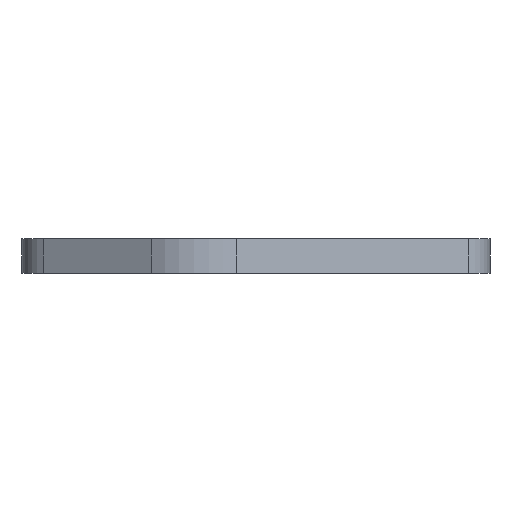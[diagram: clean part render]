
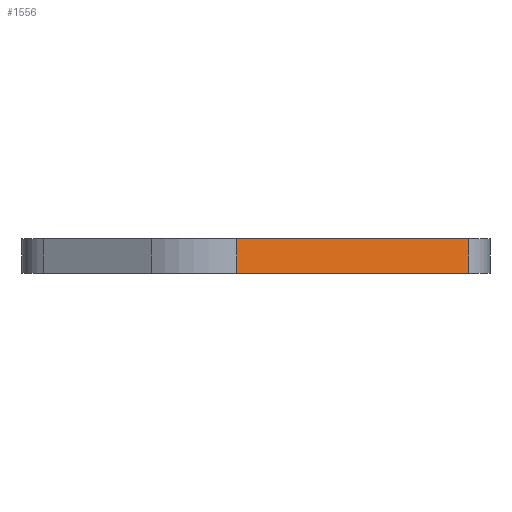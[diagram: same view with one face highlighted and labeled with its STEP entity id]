
A CAD part, left-side view. The second image highlights one B-rep face of the part: STEP entity #1556.
In plain terms, the highlighted planar face has unit normal (-0.866, -0.5, 0).
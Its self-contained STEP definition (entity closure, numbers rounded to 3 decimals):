
#32 = PLANE('',#33);
#33 = AXIS2_PLACEMENT_3D('',#34,#35,#36);
#34 = CARTESIAN_POINT('',(0.,0.,0.));
#35 = DIRECTION('',(0.,0.,1.));
#36 = DIRECTION('',(1.,0.,0.));
#57 = VERTEX_POINT('',#58);
#58 = CARTESIAN_POINT('',(-28.747,-0.169,0.));
#73 = CYLINDRICAL_SURFACE('',#74,10.);
#74 = AXIS2_PLACEMENT_3D('',#75,#76,#77);
#75 = CARTESIAN_POINT('',(-20.086,4.831,0.));
#76 = DIRECTION('',(0.,0.,1.));
#77 = DIRECTION('',(-0.866,0.5,0.));
#85 = EDGE_CURVE('',#86,#57,#88,.T.);
#86 = VERTEX_POINT('',#87);
#87 = CARTESIAN_POINT('',(-13.077,-27.311,0.));
#88 = SURFACE_CURVE('',#89,(#93,#100),.PCURVE_S1.);
#89 = LINE('',#90,#91);
#90 = CARTESIAN_POINT('',(-11.633,-29.811,0.));
#91 = VECTOR('',#92,1.);
#92 = DIRECTION('',(-0.5,0.866,0.));
#93 = PCURVE('',#32,#94);
#94 = DEFINITIONAL_REPRESENTATION('',(#95),#99);
#95 = LINE('',#96,#97);
#96 = CARTESIAN_POINT('',(-11.633,-29.811));
#97 = VECTOR('',#98,1.);
#98 = DIRECTION('',(-0.5,0.866));
#99 = ( GEOMETRIC_REPRESENTATION_CONTEXT(2) 
PARAMETRIC_REPRESENTATION_CONTEXT() REPRESENTATION_CONTEXT('2D SPACE',''
  ) );
#100 = PCURVE('',#101,#106);
#101 = PLANE('',#102);
#102 = AXIS2_PLACEMENT_3D('',#103,#104,#105);
#103 = CARTESIAN_POINT('',(-11.633,-29.811,0.));
#104 = DIRECTION('',(-0.866,-0.5,0.));
#105 = DIRECTION('',(-0.5,0.866,0.));
#106 = DEFINITIONAL_REPRESENTATION('',(#107),#111);
#107 = LINE('',#108,#109);
#108 = CARTESIAN_POINT('',(0.,0.));
#109 = VECTOR('',#110,1.);
#110 = DIRECTION('',(1.,0.));
#111 = ( GEOMETRIC_REPRESENTATION_CONTEXT(2) 
PARAMETRIC_REPRESENTATION_CONTEXT() REPRESENTATION_CONTEXT('2D SPACE',''
  ) );
#130 = CYLINDRICAL_SURFACE('',#131,5.);
#131 = AXIS2_PLACEMENT_3D('',#132,#133,#134);
#132 = CARTESIAN_POINT('',(-8.747,-24.811,0.));
#133 = DIRECTION('',(0.,0.,1.));
#134 = DIRECTION('',(-0.866,-0.5,0.));
#1371 = PLANE('',#1372);
#1372 = AXIS2_PLACEMENT_3D('',#1373,#1374,#1375);
#1373 = CARTESIAN_POINT('',(0.,0.,4.));
#1374 = DIRECTION('',(0.,0.,1.));
#1375 = DIRECTION('',(1.,0.,0.));
#1462 = EDGE_CURVE('',#57,#1463,#1465,.T.);
#1463 = VERTEX_POINT('',#1464);
#1464 = CARTESIAN_POINT('',(-28.747,-0.169,4.));
#1465 = SURFACE_CURVE('',#1466,(#1470,#1477),.PCURVE_S1.);
#1466 = LINE('',#1467,#1468);
#1467 = CARTESIAN_POINT('',(-28.747,-0.169,0.));
#1468 = VECTOR('',#1469,1.);
#1469 = DIRECTION('',(0.,0.,1.));
#1470 = PCURVE('',#73,#1471);
#1471 = DEFINITIONAL_REPRESENTATION('',(#1472),#1476);
#1472 = LINE('',#1473,#1474);
#1473 = CARTESIAN_POINT('',(1.047,0.));
#1474 = VECTOR('',#1475,1.);
#1475 = DIRECTION('',(0.,1.));
#1476 = ( GEOMETRIC_REPRESENTATION_CONTEXT(2) 
PARAMETRIC_REPRESENTATION_CONTEXT() REPRESENTATION_CONTEXT('2D SPACE',''
  ) );
#1477 = PCURVE('',#101,#1478);
#1478 = DEFINITIONAL_REPRESENTATION('',(#1479),#1483);
#1479 = LINE('',#1480,#1481);
#1480 = CARTESIAN_POINT('',(34.226,0.));
#1481 = VECTOR('',#1482,1.);
#1482 = DIRECTION('',(0.,-1.));
#1483 = ( GEOMETRIC_REPRESENTATION_CONTEXT(2) 
PARAMETRIC_REPRESENTATION_CONTEXT() REPRESENTATION_CONTEXT('2D SPACE',''
  ) );
#1556 = ADVANCED_FACE('',(#1557),#101,.T.);
#1557 = FACE_BOUND('',#1558,.T.);
#1558 = EDGE_LOOP('',(#1559,#1560,#1583,#1604));
#1559 = ORIENTED_EDGE('',*,*,#85,.F.);
#1560 = ORIENTED_EDGE('',*,*,#1561,.T.);
#1561 = EDGE_CURVE('',#86,#1562,#1564,.T.);
#1562 = VERTEX_POINT('',#1563);
#1563 = CARTESIAN_POINT('',(-13.077,-27.311,4.));
#1564 = SURFACE_CURVE('',#1565,(#1569,#1576),.PCURVE_S1.);
#1565 = LINE('',#1566,#1567);
#1566 = CARTESIAN_POINT('',(-13.077,-27.311,0.));
#1567 = VECTOR('',#1568,1.);
#1568 = DIRECTION('',(0.,0.,1.));
#1569 = PCURVE('',#101,#1570);
#1570 = DEFINITIONAL_REPRESENTATION('',(#1571),#1575);
#1571 = LINE('',#1572,#1573);
#1572 = CARTESIAN_POINT('',(2.887,0.));
#1573 = VECTOR('',#1574,1.);
#1574 = DIRECTION('',(0.,-1.));
#1575 = ( GEOMETRIC_REPRESENTATION_CONTEXT(2) 
PARAMETRIC_REPRESENTATION_CONTEXT() REPRESENTATION_CONTEXT('2D SPACE',''
  ) );
#1576 = PCURVE('',#130,#1577);
#1577 = DEFINITIONAL_REPRESENTATION('',(#1578),#1582);
#1578 = LINE('',#1579,#1580);
#1579 = CARTESIAN_POINT('',(0.,0.));
#1580 = VECTOR('',#1581,1.);
#1581 = DIRECTION('',(0.,1.));
#1582 = ( GEOMETRIC_REPRESENTATION_CONTEXT(2) 
PARAMETRIC_REPRESENTATION_CONTEXT() REPRESENTATION_CONTEXT('2D SPACE',''
  ) );
#1583 = ORIENTED_EDGE('',*,*,#1584,.T.);
#1584 = EDGE_CURVE('',#1562,#1463,#1585,.T.);
#1585 = SURFACE_CURVE('',#1586,(#1590,#1597),.PCURVE_S1.);
#1586 = LINE('',#1587,#1588);
#1587 = CARTESIAN_POINT('',(-11.633,-29.811,4.));
#1588 = VECTOR('',#1589,1.);
#1589 = DIRECTION('',(-0.5,0.866,0.));
#1590 = PCURVE('',#101,#1591);
#1591 = DEFINITIONAL_REPRESENTATION('',(#1592),#1596);
#1592 = LINE('',#1593,#1594);
#1593 = CARTESIAN_POINT('',(0.,-4.));
#1594 = VECTOR('',#1595,1.);
#1595 = DIRECTION('',(1.,0.));
#1596 = ( GEOMETRIC_REPRESENTATION_CONTEXT(2) 
PARAMETRIC_REPRESENTATION_CONTEXT() REPRESENTATION_CONTEXT('2D SPACE',''
  ) );
#1597 = PCURVE('',#1371,#1598);
#1598 = DEFINITIONAL_REPRESENTATION('',(#1599),#1603);
#1599 = LINE('',#1600,#1601);
#1600 = CARTESIAN_POINT('',(-11.633,-29.811));
#1601 = VECTOR('',#1602,1.);
#1602 = DIRECTION('',(-0.5,0.866));
#1603 = ( GEOMETRIC_REPRESENTATION_CONTEXT(2) 
PARAMETRIC_REPRESENTATION_CONTEXT() REPRESENTATION_CONTEXT('2D SPACE',''
  ) );
#1604 = ORIENTED_EDGE('',*,*,#1462,.F.);
